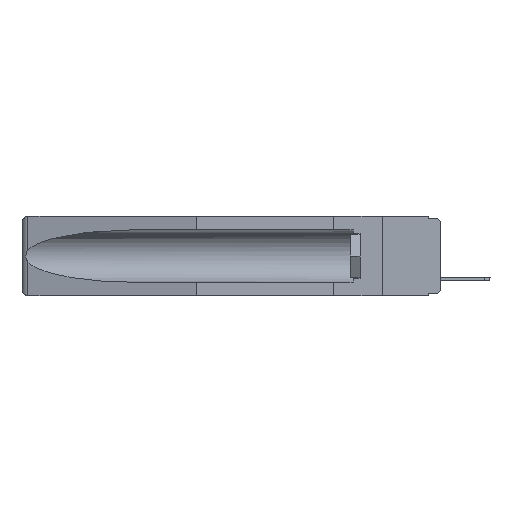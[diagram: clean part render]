
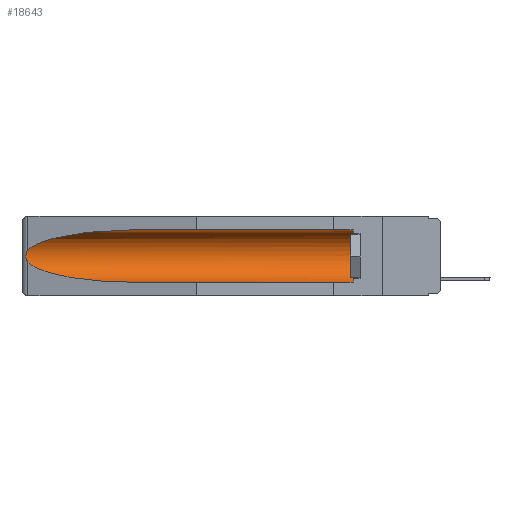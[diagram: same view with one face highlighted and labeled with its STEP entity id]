
A CAD part, left-side view. The second image highlights one B-rep face of the part: STEP entity #18643.
In plain terms, the highlighted cylindrical face has radius 2.857 mm (diameter 5.715 mm), a partial arc.
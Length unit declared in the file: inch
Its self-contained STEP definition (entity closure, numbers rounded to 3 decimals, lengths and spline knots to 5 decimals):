
#132 =( BOUNDED_CURVE ( )  B_SPLINE_CURVE ( 3, ( #12921, #6186, #1172, #1051 ),
 .UNSPECIFIED., .F., .F. ) 
 B_SPLINE_CURVE_WITH_KNOTS ( ( 4, 4 ),
 ( 4.71239, 6.08839 ),
 .UNSPECIFIED. ) 
 CURVE ( )  GEOMETRIC_REPRESENTATION_ITEM ( )  RATIONAL_B_SPLINE_CURVE ( ( 1., 0.848, 0.848, 1. ) ) 
 REPRESENTATION_ITEM ( '' )  );
#177 = CARTESIAN_POINT ( 'NONE',  ( 0.2675, 1.53308, -0.17534 ) ) ;
#376 = CARTESIAN_POINT ( 'NONE',  ( 0.26655, 1.53094, -0.18657 ) ) ;
#576 = ORIENTED_EDGE ( 'NONE', *, *, #20781, .T. ) ;
#1051 = CARTESIAN_POINT ( 'NONE',  ( 0.26537, 1.52718, -0.14972 ) ) ;
#1172 = CARTESIAN_POINT ( 'NONE',  ( 0.25451, 1.48313, -0.09465 ) ) ;
#1283 = CARTESIAN_POINT ( 'NONE',  ( 0.155, -0.30754, -0.284 ) ) ;
#1417 = EDGE_CURVE ( 'NONE', #17509, #19425, #12912, .T. ) ;
#2199 = ORIENTED_EDGE ( 'NONE', *, *, #10978, .T. ) ;
#2305 = CARTESIAN_POINT ( 'NONE',  ( 0.155, 0.126, -0.059 ) ) ;
#2525 = DIRECTION ( 'NONE',  ( 0., 1., 0. ) ) ;
#2791 = CARTESIAN_POINT ( 'NONE',  ( 0.25451, 1.48313, -0.24835 ) ) ;
#2919 = LINE ( 'NONE', #1283, #9790 ) ;
#3227 = AXIS2_PLACEMENT_3D ( 'NONE', #12534, #2525, #6021 ) ;
#3845 = CARTESIAN_POINT ( 'NONE',  ( 0.155, 1.07973, -0.059 ) ) ;
#4093 = ORIENTED_EDGE ( 'NONE', *, *, #10597, .T. ) ;
#5990 = AXIS2_PLACEMENT_3D ( 'NONE', #17706, #6169, #17818 ) ;
#6021 = DIRECTION ( 'NONE',  ( 0., 0., 1. ) ) ;
#6169 = DIRECTION ( 'NONE',  ( 0., -1., 0. ) ) ;
#6186 = CARTESIAN_POINT ( 'NONE',  ( 0.21114, 1.30732, -0.059 ) ) ;
#6334 = CIRCLE ( 'NONE', #5990, 0.1125 ) ;
#6965 = B_SPLINE_CURVE_WITH_KNOTS ( 'NONE', 3,
 ( #16955, #15003, #18494, #8571, #15218, #177, #13249, #376, #21546, #16531 ),
 .UNSPECIFIED., .F., .F.,
 ( 4, 2, 2, 2, 4 ),
 ( 0., 0.00029, 0.00058, 0.00087, 0.00117 ),
 .UNSPECIFIED. ) ;
#7722 = CARTESIAN_POINT ( 'NONE',  ( 0.155, -0.30754, -0.059 ) ) ;
#8571 = CARTESIAN_POINT ( 'NONE',  ( 0.2673, 1.5327, -0.16383 ) ) ;
#9430 = ORIENTED_EDGE ( 'NONE', *, *, #10577, .F. ) ;
#9434 = CARTESIAN_POINT ( 'NONE',  ( 0.21114, 1.30732, -0.284 ) ) ;
#9790 = VECTOR ( 'NONE', #11410, 39.37008 ) ;
#10143 = ORIENTED_EDGE ( 'NONE', *, *, #1417, .T. ) ;
#10577 = EDGE_CURVE ( 'NONE', #13246, #19425, #2919, .T. ) ;
#10597 = EDGE_CURVE ( 'NONE', #14724, #17509, #6965, .T. ) ;
#10978 = EDGE_CURVE ( 'NONE', #13246, #15928, #6334, .T. ) ;
#11218 = VERTEX_POINT ( 'NONE', #3845 ) ;
#11410 = DIRECTION ( 'NONE',  ( 0., 1., 0. ) ) ;
#12151 = VECTOR ( 'NONE', #19393, 39.37008 ) ;
#12384 = CARTESIAN_POINT ( 'NONE',  ( 0.155, 1.07973, -0.284 ) ) ;
#12534 = CARTESIAN_POINT ( 'NONE',  ( 0.155, -0.30754, -0.1715 ) ) ;
#12912 =( BOUNDED_CURVE ( )  B_SPLINE_CURVE ( 3, ( #19366, #2791, #9434, #21116 ),
 .UNSPECIFIED., .F., .F. ) 
 B_SPLINE_CURVE_WITH_KNOTS ( ( 4, 4 ),
 ( 0.1948, 1.5708 ),
 .UNSPECIFIED. ) 
 CURVE ( )  GEOMETRIC_REPRESENTATION_ITEM ( )  RATIONAL_B_SPLINE_CURVE ( ( 1., 0.848, 0.848, 1. ) ) 
 REPRESENTATION_ITEM ( '' )  );
#12921 = CARTESIAN_POINT ( 'NONE',  ( 0.155, 1.07973, -0.059 ) ) ;
#13246 = VERTEX_POINT ( 'NONE', #18207 ) ;
#13249 = CARTESIAN_POINT ( 'NONE',  ( 0.2673, 1.53269, -0.17917 ) ) ;
#14724 = VERTEX_POINT ( 'NONE', #15461 ) ;
#15003 = CARTESIAN_POINT ( 'NONE',  ( 0.26597, 1.52961, -0.15275 ) ) ;
#15218 = CARTESIAN_POINT ( 'NONE',  ( 0.2675, 1.53308, -0.16763 ) ) ;
#15461 = CARTESIAN_POINT ( 'NONE',  ( 0.26537, 1.52718, -0.14972 ) ) ;
#15928 = VERTEX_POINT ( 'NONE', #2305 ) ;
#16531 = CARTESIAN_POINT ( 'NONE',  ( 0.26537, 1.52718, -0.19328 ) ) ;
#16955 = CARTESIAN_POINT ( 'NONE',  ( 0.26537, 1.52718, -0.14972 ) ) ;
#17450 = CYLINDRICAL_SURFACE ( 'NONE', #3227, 0.1125 ) ;
#17509 = VERTEX_POINT ( 'NONE', #21263 ) ;
#17706 = CARTESIAN_POINT ( 'NONE',  ( 0.155, 0.126, -0.1715 ) ) ;
#17818 = DIRECTION ( 'NONE',  ( 0., 0., 1. ) ) ;
#17845 = EDGE_LOOP ( 'NONE', ( #576, #4093, #10143, #9430, #2199, #21560 ) ) ;
#18207 = CARTESIAN_POINT ( 'NONE',  ( 0.155, 0.126, -0.284 ) ) ;
#18494 = CARTESIAN_POINT ( 'NONE',  ( 0.26654, 1.53092, -0.15636 ) ) ;
#18643 = ADVANCED_FACE ( 'NONE', ( #20733 ), #17450, .F. ) ;
#19092 = EDGE_CURVE ( 'NONE', #15928, #11218, #19724, .T. ) ;
#19366 = CARTESIAN_POINT ( 'NONE',  ( 0.26537, 1.52718, -0.19328 ) ) ;
#19393 = DIRECTION ( 'NONE',  ( 0., 1., 0. ) ) ;
#19425 = VERTEX_POINT ( 'NONE', #12384 ) ;
#19724 = LINE ( 'NONE', #7722, #12151 ) ;
#20733 = FACE_OUTER_BOUND ( 'NONE', #17845, .T. ) ;
#20781 = EDGE_CURVE ( 'NONE', #11218, #14724, #132, .T. ) ;
#21116 = CARTESIAN_POINT ( 'NONE',  ( 0.155, 1.07973, -0.284 ) ) ;
#21263 = CARTESIAN_POINT ( 'NONE',  ( 0.26537, 1.52718, -0.19328 ) ) ;
#21546 = CARTESIAN_POINT ( 'NONE',  ( 0.26597, 1.5296, -0.19026 ) ) ;
#21560 = ORIENTED_EDGE ( 'NONE', *, *, #19092, .T. ) ;
